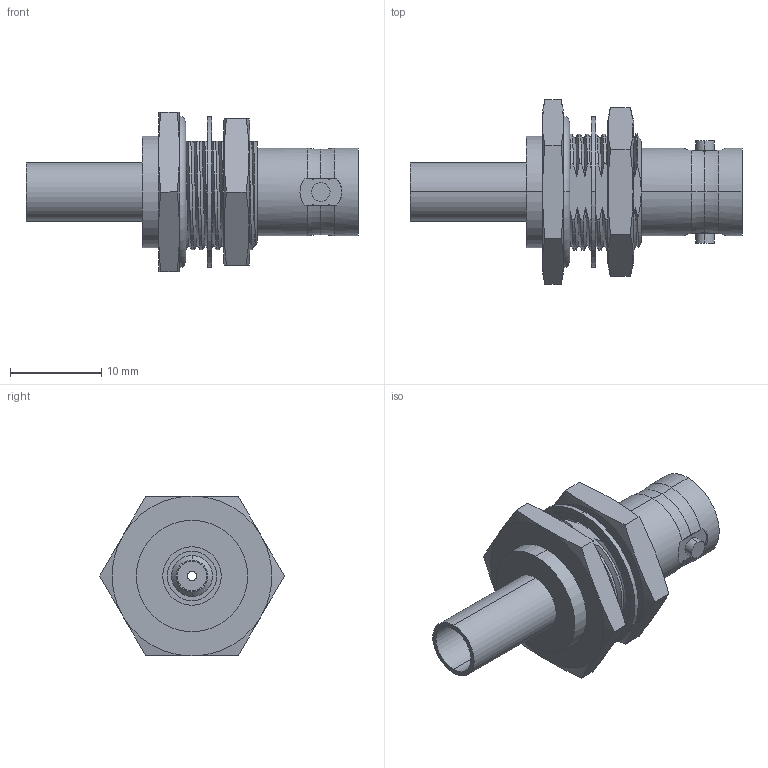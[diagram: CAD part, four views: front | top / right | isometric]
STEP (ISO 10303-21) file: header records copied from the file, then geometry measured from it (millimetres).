
FILE_DESCRIPTION (( 'STEP AP203' ), '1' );
FILE_NAME ('PE4208_3D.STEP', '2022-06-15T17:29:03', ( '' ), ( '' ), 'SwSTEP 2.0', 'SolidWorks 2021', '' );
FILE_SCHEMA (( 'CONFIG_CONTROL_DESIGN' ));
Length unit declared in the file: inch
Products named in the file (6): PE4208_3D; 1AB05-075-MA1; PE4208_FERRULE; 1AB05-075-MA2; PE4208-MA4; PE4208_MA5
Assembly tree (5 placements, depth 2):
  PE4208_3D
    PE4208-MA4
    1AB05-075-MA1
    1AB05-075-MA2
    PE4208_MA5
    PE4208_FERRULE
Bounding box: 36.32 x 20.21 x 17.5 mm (x, y, z)
Volume: 2624.7 mm3; surface area: 4209.5 mm2
Topology: 5 solids, 5 shells, 426 faces, 1029 edges, 656 vertices
Faces by surface type: plane 227, cylinder 86, cone 77, bspline 26, torus 10
Entity records: 20004 total; most frequent: CARTESIAN_POINT 9532, ORIENTED_EDGE 2058, DIRECTION 2018, EDGE_CURVE 1029, AXIS2_PLACEMENT_3D 730, VERTEX_POINT 656, VECTOR 558, LINE 558
